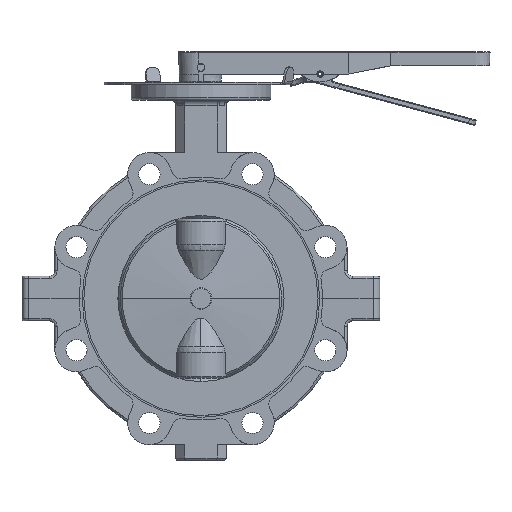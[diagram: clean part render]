
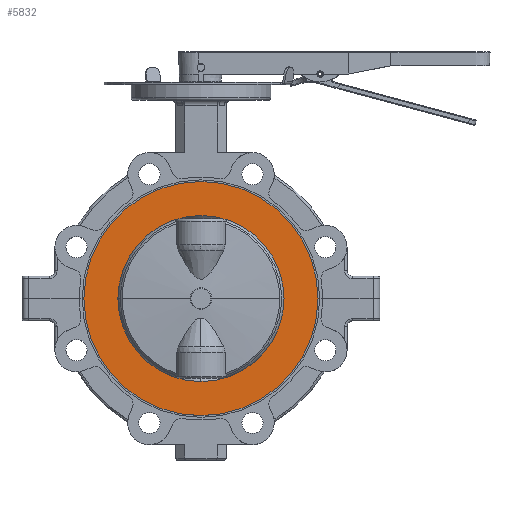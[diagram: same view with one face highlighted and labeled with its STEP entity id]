
A CAD part, top view. The second image highlights one B-rep face of the part: STEP entity #5832.
In plain terms, the highlighted planar face has unit normal (0, 0, 1).
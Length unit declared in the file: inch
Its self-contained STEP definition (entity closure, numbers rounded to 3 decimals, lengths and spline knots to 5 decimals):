
#353 = CIRCLE ( 'NONE', #34884, 2.93307 ) ;
#537 = DIRECTION ( 'NONE',  ( 0., 0., 1. ) ) ;
#1645 = EDGE_CURVE ( 'NONE', #39398, #18859, #353, .T. ) ;
#2076 = CARTESIAN_POINT ( 'NONE',  ( 0., -2.93173, 1.10236 ) ) ;
#3192 = CIRCLE ( 'NONE', #39769, 2.93307 ) ;
#3244 = ORIENTED_EDGE ( 'NONE', *, *, #18182, .F. ) ;
#3276 = EDGE_CURVE ( 'NONE', #37214, #28991, #32871, .T. ) ;
#3765 = CARTESIAN_POINT ( 'NONE',  ( 0., 2.93441, 1.10236 ) ) ;
#3805 = CARTESIAN_POINT ( 'NONE',  ( 0., 0.00134, 1.10236 ) ) ;
#3864 = DIRECTION ( 'NONE',  ( 0., 1., 0. ) ) ;
#4959 = DIRECTION ( 'NONE',  ( 0., 0., 1. ) ) ;
#5347 = CIRCLE ( 'NONE', #26377, 4.13386 ) ;
#5832 = ADVANCED_FACE ( 'NONE', ( #18085, #17489 ), #14496, .T. ) ;
#6785 = DIRECTION ( 'NONE',  ( 0., 1., 0. ) ) ;
#11341 = DIRECTION ( 'NONE',  ( 0., 0., 1. ) ) ;
#11777 = CARTESIAN_POINT ( 'NONE',  ( 0., 4.1352, 1.10236 ) ) ;
#13090 = CARTESIAN_POINT ( 'NONE',  ( 0., -4.13252, 1.10236 ) ) ;
#14230 = EDGE_LOOP ( 'NONE', ( #3244, #20173 ) ) ;
#14496 = PLANE ( 'NONE',  #32053 ) ;
#14504 = DIRECTION ( 'NONE',  ( 0., 1., 0. ) ) ;
#14717 = DIRECTION ( 'NONE',  ( 0., 1., 0. ) ) ;
#16733 = DIRECTION ( 'NONE',  ( 0., 0., 1. ) ) ;
#17489 = FACE_BOUND ( 'NONE', #14230, .T. ) ;
#18085 = FACE_OUTER_BOUND ( 'NONE', #25231, .T. ) ;
#18182 = EDGE_CURVE ( 'NONE', #18859, #39398, #3192, .T. ) ;
#18859 = VERTEX_POINT ( 'NONE', #2076 ) ;
#20173 = ORIENTED_EDGE ( 'NONE', *, *, #1645, .F. ) ;
#22799 = DIRECTION ( 'NONE',  ( 0., 1., 0. ) ) ;
#23903 = ORIENTED_EDGE ( 'NONE', *, *, #40766, .T. ) ;
#25231 = EDGE_LOOP ( 'NONE', ( #23903, #27981 ) ) ;
#26377 = AXIS2_PLACEMENT_3D ( 'NONE', #29632, #537, #22799 ) ;
#26786 = AXIS2_PLACEMENT_3D ( 'NONE', #39310, #32914, #3864 ) ;
#27488 = CARTESIAN_POINT ( 'NONE',  ( 0., 0.00134, 1.10236 ) ) ;
#27981 = ORIENTED_EDGE ( 'NONE', *, *, #3276, .T. ) ;
#28991 = VERTEX_POINT ( 'NONE', #13090 ) ;
#29632 = CARTESIAN_POINT ( 'NONE',  ( 0., 0.00134, 1.10236 ) ) ;
#32053 = AXIS2_PLACEMENT_3D ( 'NONE', #27488, #4959, #14717 ) ;
#32871 = CIRCLE ( 'NONE', #26786, 4.13386 ) ;
#32914 = DIRECTION ( 'NONE',  ( 0., 0., 1. ) ) ;
#34884 = AXIS2_PLACEMENT_3D ( 'NONE', #3805, #16733, #6785 ) ;
#37214 = VERTEX_POINT ( 'NONE', #11777 ) ;
#37636 = CARTESIAN_POINT ( 'NONE',  ( 0., 0.00134, 1.10236 ) ) ;
#39310 = CARTESIAN_POINT ( 'NONE',  ( 0., 0.00134, 1.10236 ) ) ;
#39398 = VERTEX_POINT ( 'NONE', #3765 ) ;
#39769 = AXIS2_PLACEMENT_3D ( 'NONE', #37636, #11341, #14504 ) ;
#40766 = EDGE_CURVE ( 'NONE', #28991, #37214, #5347, .T. ) ;
